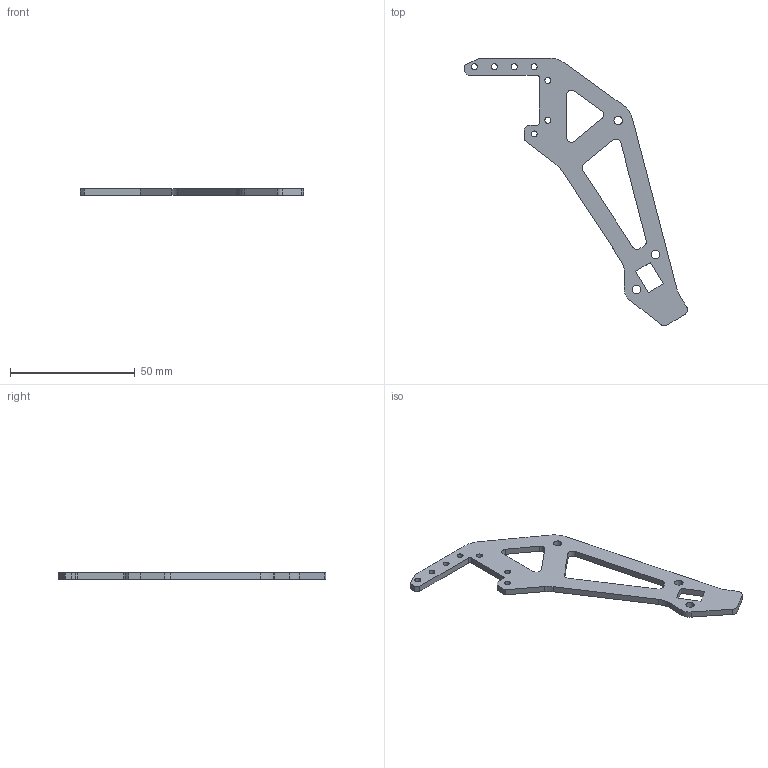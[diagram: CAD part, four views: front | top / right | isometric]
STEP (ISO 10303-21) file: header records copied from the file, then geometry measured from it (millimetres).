
FILE_DESCRIPTION (( 'STEP AP203' ), '1' );
FILE_NAME ('PTibiaSidePlate_Predeterminado_sldprt.STEP', '2020-08-31T14:56:13', ( '' ), ( '' ), 'SwSTEP 2.0', 'SolidWorks 2020', '' );
FILE_SCHEMA (( 'CONFIG_CONTROL_DESIGN' ));
Length unit declared in the file: millimetre
Products named in the file (1): PTibiaSidePlate_Predeterminado_sldprt
Bounding box: 89.6 x 107.6 x 2.5 mm (x, y, z)
Volume: 5560.9 mm3; surface area: 5979.5 mm2
Topology: 1 solids, 1 shells, 71 faces, 207 edges, 138 vertices
Faces by surface type: cylinder 41, plane 30
Entity records: 2512 total; most frequent: DIRECTION 433, CARTESIAN_POINT 417, ORIENTED_EDGE 414, EDGE_CURVE 207, AXIS2_PLACEMENT_3D 154, VERTEX_POINT 138, LINE 125, VECTOR 125
